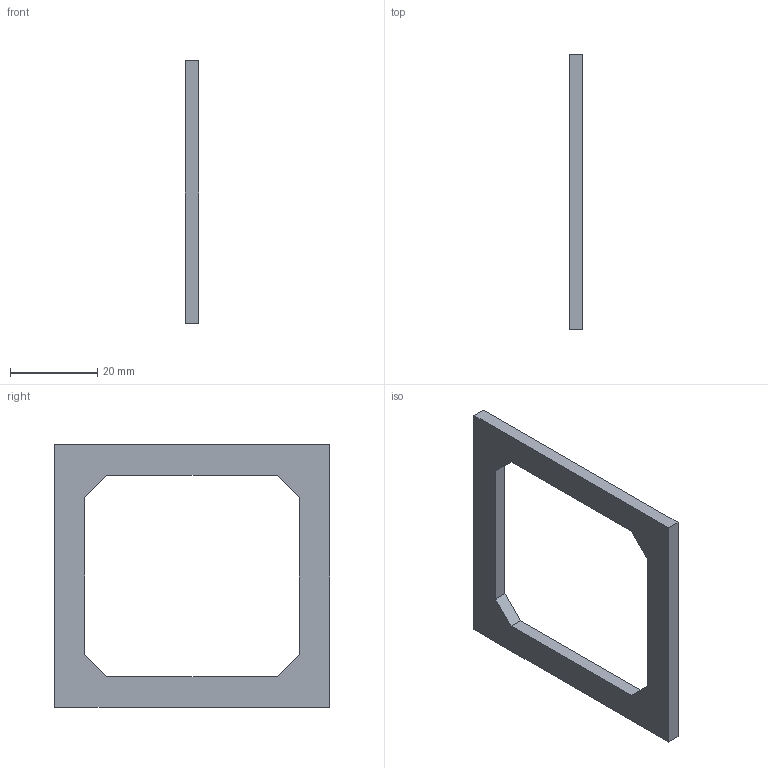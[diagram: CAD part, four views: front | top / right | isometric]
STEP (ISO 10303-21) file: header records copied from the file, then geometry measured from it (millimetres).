
FILE_DESCRIPTION(/* description */ (''),/* implementation_level */ '2;1');
FILE_NAME(/* name */ 'SL1-FILTER_GASKET.step',/* time_stamp */ '2019-08-13T14:23:20+02:00',/* author */ (''),/* organization */ (''),/* preprocessor_version */ 'ST-DEVELOPER v18',/* originating_system */ 'Autodesk Translation Framework v8.2.0.1029',/* authorisation */ '');
FILE_SCHEMA (('AUTOMOTIVE_DESIGN { 1 0 10303 214 3 1 1 }'));
Length unit declared in the file: millimetre
Products named in the file (1): TESNENI_FILTR_MIKROPOREZNI_3MM
Bounding box: 3 x 63 x 60 mm (x, y, z)
Volume: 4731.5 mm3; surface area: 4426.7 mm2
Topology: 1 solids, 1 shells, 14 faces, 38 edges, 26 vertices
Faces by surface type: plane 14
Entity records: 475 total; most frequent: CARTESIAN_POINT 79, ORIENTED_EDGE 76, DIRECTION 68, LINE 38, VECTOR 38, EDGE_CURVE 38, VERTEX_POINT 26, EDGE_LOOP 16
